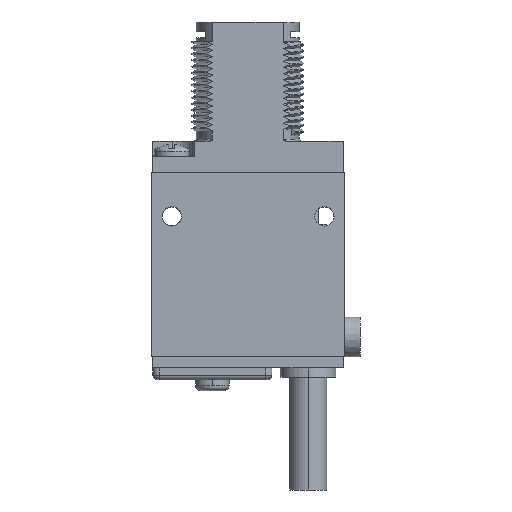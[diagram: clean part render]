
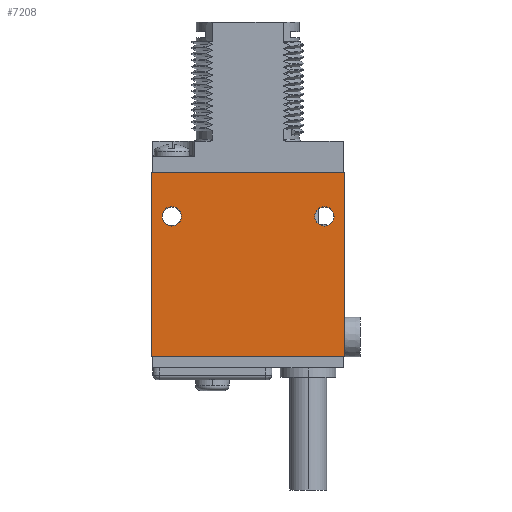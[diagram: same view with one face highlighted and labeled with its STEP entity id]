
A CAD part, left-side view. The second image highlights one B-rep face of the part: STEP entity #7208.
In plain terms, the highlighted planar face has unit normal (-1, 0, 0).
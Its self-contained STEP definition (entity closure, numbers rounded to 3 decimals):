
#1=DIRECTION('',(0.,0.,-1.));
#2=VECTOR('',#1,29.464);
#3=CARTESIAN_POINT('',(-6.02,0.,0.));
#4=LINE('',#3,#2);
#5=DIRECTION('',(0.,1.,0.));
#6=VECTOR('',#5,30.785);
#7=CARTESIAN_POINT('',(-6.02,0.,-29.464));
#8=LINE('',#7,#6);
#9=DIRECTION('',(0.,0.,1.));
#10=VECTOR('',#9,29.464);
#11=CARTESIAN_POINT('',(-6.02,30.785,-29.464));
#12=LINE('',#11,#10);
#13=DIRECTION('',(0.,-1.,0.));
#14=VECTOR('',#13,30.785);
#15=CARTESIAN_POINT('',(-6.02,30.785,0.));
#16=LINE('',#15,#14);
#17=CARTESIAN_POINT('',(-6.02,27.61,-6.985));
#18=DIRECTION('',(1.,0.,0.));
#19=DIRECTION('',(0.,0.,-1.));
#20=AXIS2_PLACEMENT_3D('',#17,#18,#19);
#22=CARTESIAN_POINT('',(-6.02,27.61,-6.985));
#23=DIRECTION('',(1.,0.,0.));
#24=DIRECTION('',(0.,0.,1.));
#25=AXIS2_PLACEMENT_3D('',#22,#23,#24);
#27=CARTESIAN_POINT('',(-6.02,3.175,-6.985));
#28=DIRECTION('',(1.,0.,0.));
#29=DIRECTION('',(0.,0.,-1.));
#30=AXIS2_PLACEMENT_3D('',#27,#28,#29);
#32=CARTESIAN_POINT('',(-6.02,3.175,-6.985));
#33=DIRECTION('',(1.,0.,0.));
#34=DIRECTION('',(0.,0.,1.));
#35=AXIS2_PLACEMENT_3D('',#32,#33,#34);
#6364=CARTESIAN_POINT('',(-6.02,0.,0.));
#6365=CARTESIAN_POINT('',(-6.02,0.,-29.464));
#6366=VERTEX_POINT('',#6364);
#6367=VERTEX_POINT('',#6365);
#6368=CARTESIAN_POINT('',(-6.02,30.785,-29.464));
#6369=VERTEX_POINT('',#6368);
#6370=CARTESIAN_POINT('',(-6.02,30.785,0.));
#6371=VERTEX_POINT('',#6370);
#6380=CARTESIAN_POINT('',(-6.02,27.61,-8.535));
#6381=CARTESIAN_POINT('',(-6.02,27.61,-5.435));
#6382=VERTEX_POINT('',#6380);
#6383=VERTEX_POINT('',#6381);
#6384=CARTESIAN_POINT('',(-6.02,3.175,-8.535));
#6385=CARTESIAN_POINT('',(-6.02,3.175,-5.435));
#6386=VERTEX_POINT('',#6384);
#6387=VERTEX_POINT('',#6385);
#7181=CARTESIAN_POINT('',(-6.02,0.,0.));
#7182=DIRECTION('',(1.,0.,0.));
#7183=DIRECTION('',(0.,0.,-1.));
#7184=AXIS2_PLACEMENT_3D('',#7181,#7182,#7183);
#7185=PLANE('',#7184);
#7187=ORIENTED_EDGE('',*,*,#7186,.T.);
#7189=ORIENTED_EDGE('',*,*,#7188,.T.);
#7191=ORIENTED_EDGE('',*,*,#7190,.T.);
#7193=ORIENTED_EDGE('',*,*,#7192,.T.);
#7194=EDGE_LOOP('',(#7187,#7189,#7191,#7193));
#7195=FACE_OUTER_BOUND('',#7194,.F.);
#7197=ORIENTED_EDGE('',*,*,#7196,.F.);
#7199=ORIENTED_EDGE('',*,*,#7198,.F.);
#7200=EDGE_LOOP('',(#7197,#7199));
#7201=FACE_BOUND('',#7200,.F.);
#7203=ORIENTED_EDGE('',*,*,#7202,.F.);
#7205=ORIENTED_EDGE('',*,*,#7204,.F.);
#7206=EDGE_LOOP('',(#7203,#7205));
#7207=FACE_BOUND('',#7206,.F.);
#7208=ADVANCED_FACE('',(#7195,#7201,#7207),#7185,.F.);
#21=CIRCLE('',#20,1.55);
#26=CIRCLE('',#25,1.55);
#31=CIRCLE('',#30,1.55);
#36=CIRCLE('',#35,1.55);
#7186=EDGE_CURVE('',#6366,#6367,#4,.T.);
#7188=EDGE_CURVE('',#6367,#6369,#8,.T.);
#7190=EDGE_CURVE('',#6369,#6371,#12,.T.);
#7192=EDGE_CURVE('',#6371,#6366,#16,.T.);
#7196=EDGE_CURVE('',#6382,#6383,#21,.T.);
#7198=EDGE_CURVE('',#6383,#6382,#26,.T.);
#7202=EDGE_CURVE('',#6386,#6387,#31,.T.);
#7204=EDGE_CURVE('',#6387,#6386,#36,.T.);
